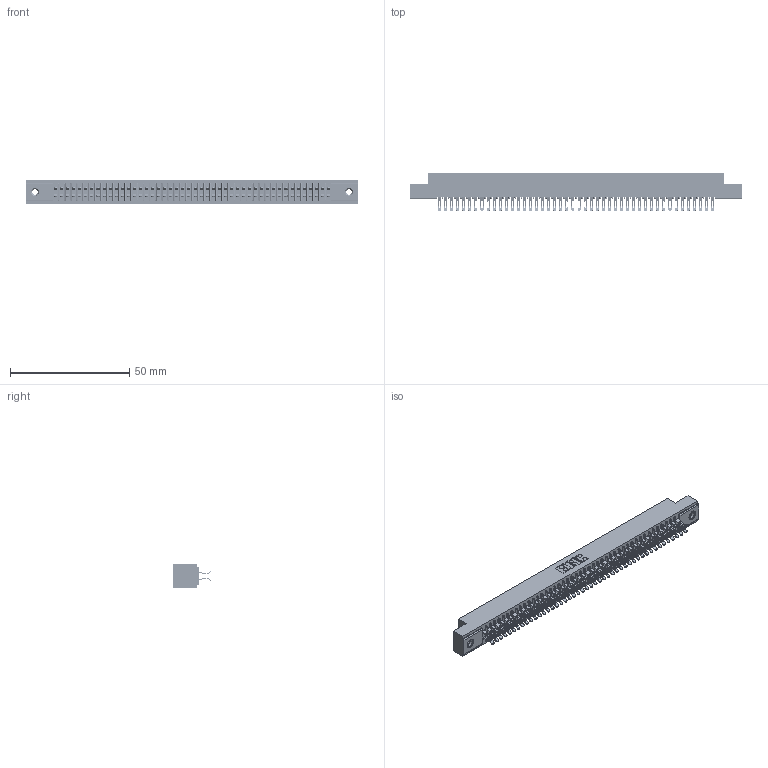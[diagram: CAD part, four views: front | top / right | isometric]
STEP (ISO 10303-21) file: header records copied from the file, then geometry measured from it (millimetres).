
FILE_DESCRIPTION (( 'STEP AP203' ), '1' );
FILE_NAME ('391-092-555-208.STEP', '2018-08-09T17:56:29', ( '' ), ( '' ), 'SwSTEP 2.0', 'SolidWorks 2016', '' );
FILE_SCHEMA (( 'CONFIG_CONTROL_DESIGN' ));
Length unit declared in the file: inch
Products named in the file (4): 341 Part_.156 (3.96) Dia Mounting Holes; 341-292-001_341-292-155; 345-250-001_345-250-003-102; 391-092-555-208
Assembly tree (95 placements, depth 2):
  391-092-555-208
    341 Part_.156 (3.96) Dia Mounting Holes
    341-292-001_341-292-155  x92
    345-250-001_345-250-003-102  x2
Bounding box: 139.06 x 16.31 x 10.16 mm (x, y, z)
Volume: 10383.2 mm3; surface area: 19327.3 mm2
Topology: 95 solids, 95 shells, 7352 faces, 21934 edges, 14274 vertices
Faces by surface type: plane 3964, cylinder 3188, sphere 94, torus 94, cone 12
Entity records: 56792 total; most frequent: CARTESIAN_POINT 9439, ORIENTED_EDGE 9364, DIRECTION 9158, EDGE_CURVE 4682, LINE 3768, VECTOR 3768, VERTEX_POINT 2960, AXIS2_PLACEMENT_3D 2695
